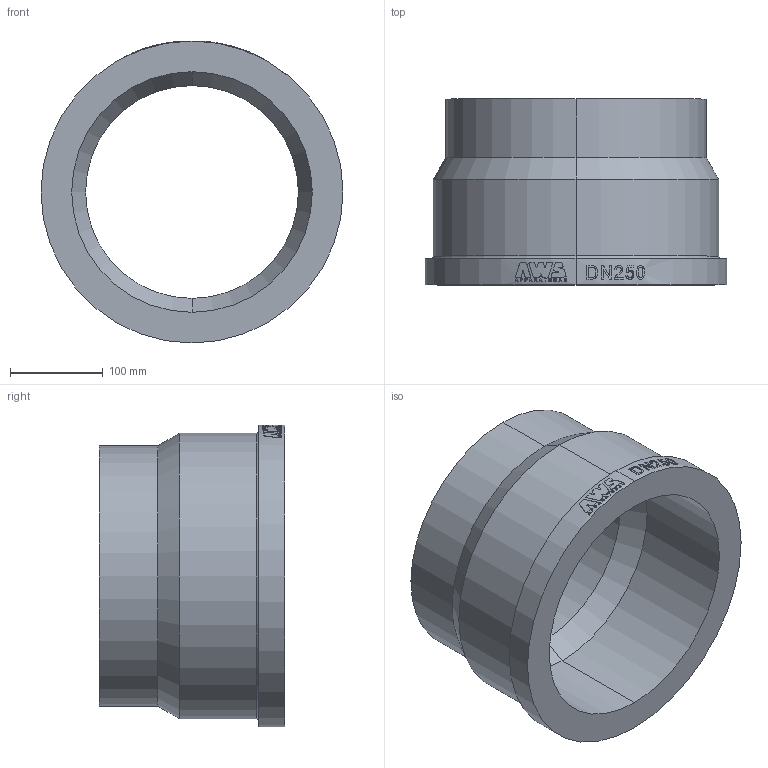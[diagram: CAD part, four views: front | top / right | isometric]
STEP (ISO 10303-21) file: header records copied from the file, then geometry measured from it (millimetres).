
FILE_DESCRIPTION (( 'STEP AP203' ), '1' );
FILE_NAME ('05 050 042_TAB.STEP', '2015-10-22T11:41:22', ( 'rv' ), ( 'Hewlett-Packard Company' ), 'SwSTEP 2.0', 'SolidWorks 2012', '' );
FILE_SCHEMA (( 'CONFIG_CONTROL_DESIGN' ));
Length unit declared in the file: millimetre
Products named in the file (1): 05 050 042_TAB
Bounding box: 325 x 200 x 325 mm (x, y, z)
Volume: 4476575 mm3; surface area: 408605.6 mm2
Topology: 1 solids, 1 shells, 276 faces, 719 edges, 476 vertices
Faces by surface type: bspline 127, plane 103, cylinder 40, cone 4, torus 2
Entity records: 33960 total; most frequent: CARTESIAN_POINT 28151, ORIENTED_EDGE 1438, DIRECTION 756, EDGE_CURVE 719, VERTEX_POINT 476, B_SPLINE_CURVE_WITH_KNOTS 419, EDGE_LOOP 309, AXIS2_PLACEMENT_3D 306
